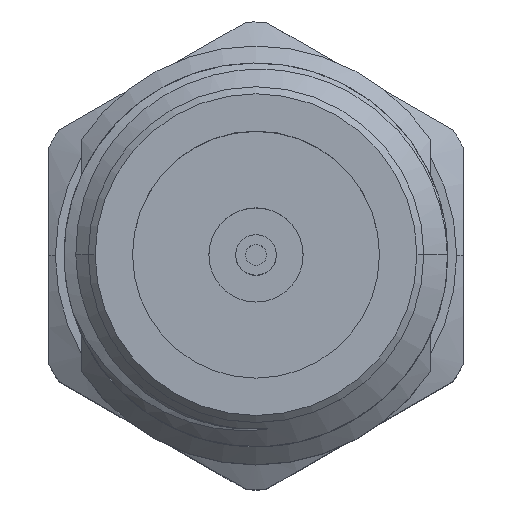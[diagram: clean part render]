
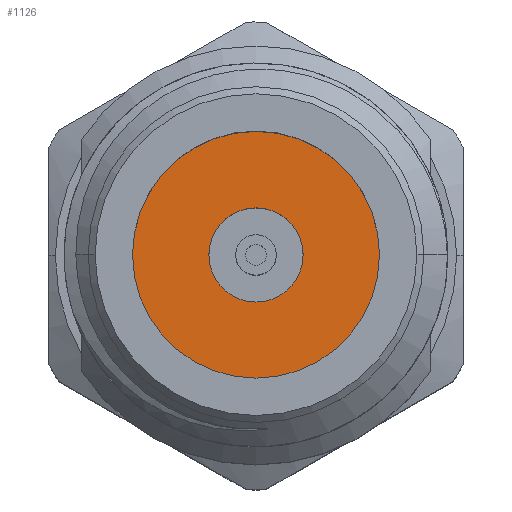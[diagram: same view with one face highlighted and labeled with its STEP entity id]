
A CAD part, top view. The second image highlights one B-rep face of the part: STEP entity #1126.
In plain terms, the highlighted planar face has unit normal (0, 0, 1).
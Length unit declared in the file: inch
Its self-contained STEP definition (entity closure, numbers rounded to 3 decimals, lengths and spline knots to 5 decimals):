
#80 = AXIS2_PLACEMENT_3D ( 'NONE', #173, #3454, #560 ) ;
#173 = CARTESIAN_POINT ( 'NONE',  ( 0., 0., -0.08465 ) ) ;
#274 = CIRCLE ( 'NONE', #3260, 0.06969 ) ;
#281 = CARTESIAN_POINT ( 'NONE',  ( 0.06969, 0., -0.08465 ) ) ;
#294 = EDGE_LOOP ( 'NONE', ( #3040, #2101 ) ) ;
#429 = ORIENTED_EDGE ( 'NONE', *, *, #1349, .F. ) ;
#527 = CIRCLE ( 'NONE', #3001, 0.02657 ) ;
#543 = VERTEX_POINT ( 'NONE', #4868 ) ;
#560 = DIRECTION ( 'NONE',  ( 1., 0., 0. ) ) ;
#580 = DIRECTION ( 'NONE',  ( 0., 0., -1. ) ) ;
#651 = EDGE_CURVE ( 'NONE', #3670, #543, #527, .T. ) ;
#1035 = EDGE_LOOP ( 'NONE', ( #429, #3311 ) ) ;
#1126 = ADVANCED_FACE ( 'NONE', ( #3637, #4830 ), #4887, .T. ) ;
#1349 = EDGE_CURVE ( 'NONE', #2771, #2883, #1883, .T. ) ;
#1799 = DIRECTION ( 'NONE',  ( 1., 0., 0. ) ) ;
#1883 = CIRCLE ( 'NONE', #80, 0.06969 ) ;
#2101 = ORIENTED_EDGE ( 'NONE', *, *, #651, .F. ) ;
#2247 = CIRCLE ( 'NONE', #5215, 0.02657 ) ;
#2486 = CARTESIAN_POINT ( 'NONE',  ( 0., 0., -0.08465 ) ) ;
#2616 = CARTESIAN_POINT ( 'NONE',  ( -0.02657, 0., -0.08465 ) ) ;
#2687 = EDGE_CURVE ( 'NONE', #543, #3670, #2247, .T. ) ;
#2771 = VERTEX_POINT ( 'NONE', #281 ) ;
#2848 = CARTESIAN_POINT ( 'NONE',  ( -0.06969, 0., -0.08465 ) ) ;
#2863 = DIRECTION ( 'NONE',  ( 0., 0., 1. ) ) ;
#2883 = VERTEX_POINT ( 'NONE', #2848 ) ;
#3001 = AXIS2_PLACEMENT_3D ( 'NONE', #4529, #5259, #3261 ) ;
#3040 = ORIENTED_EDGE ( 'NONE', *, *, #2687, .F. ) ;
#3260 = AXIS2_PLACEMENT_3D ( 'NONE', #4217, #580, #1799 ) ;
#3261 = DIRECTION ( 'NONE',  ( 1., 0., 0. ) ) ;
#3311 = ORIENTED_EDGE ( 'NONE', *, *, #3911, .F. ) ;
#3454 = DIRECTION ( 'NONE',  ( 0., 0., -1. ) ) ;
#3481 = DIRECTION ( 'NONE',  ( 0., 0., 1. ) ) ;
#3488 = AXIS2_PLACEMENT_3D ( 'NONE', #2486, #2863, #3668 ) ;
#3637 = FACE_OUTER_BOUND ( 'NONE', #1035, .T. ) ;
#3668 = DIRECTION ( 'NONE',  ( 1., 0., 0. ) ) ;
#3670 = VERTEX_POINT ( 'NONE', #2616 ) ;
#3911 = EDGE_CURVE ( 'NONE', #2883, #2771, #274, .T. ) ;
#4167 = CARTESIAN_POINT ( 'NONE',  ( 0., 0., -0.08465 ) ) ;
#4217 = CARTESIAN_POINT ( 'NONE',  ( 0., 0., -0.08465 ) ) ;
#4529 = CARTESIAN_POINT ( 'NONE',  ( 0., 0., -0.08465 ) ) ;
#4830 = FACE_BOUND ( 'NONE', #294, .T. ) ;
#4868 = CARTESIAN_POINT ( 'NONE',  ( 0.02657, 0., -0.08465 ) ) ;
#4887 = PLANE ( 'NONE',  #3488 ) ;
#5022 = DIRECTION ( 'NONE',  ( 1., 0., 0. ) ) ;
#5215 = AXIS2_PLACEMENT_3D ( 'NONE', #4167, #3481, #5022 ) ;
#5259 = DIRECTION ( 'NONE',  ( 0., 0., 1. ) ) ;
